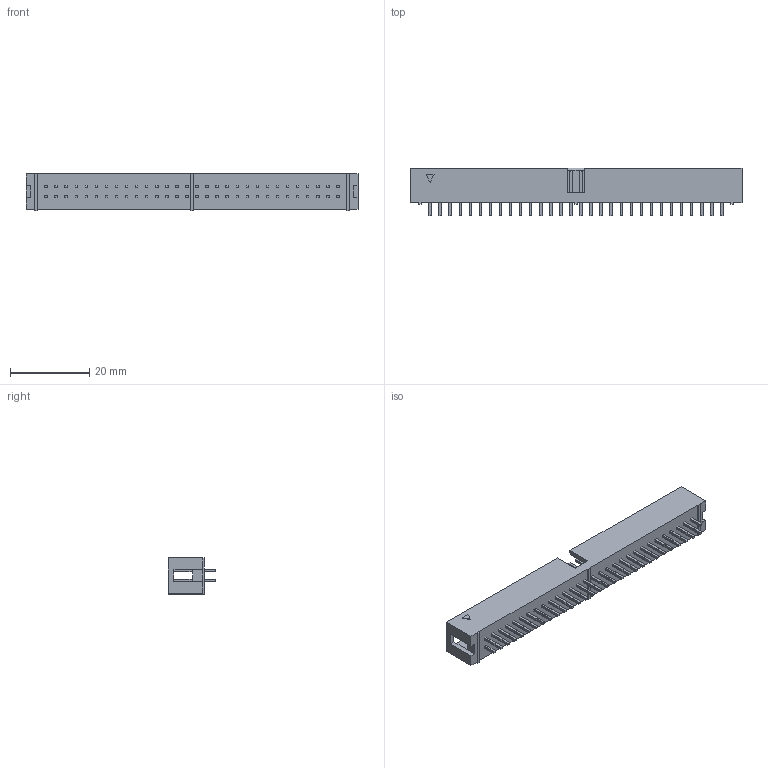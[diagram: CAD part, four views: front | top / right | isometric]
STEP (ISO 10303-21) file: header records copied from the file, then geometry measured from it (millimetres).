
FILE_DESCRIPTION (( 'STEP AP214' ), '1' );
FILE_NAME ('BH-60.step', '2021-01-16T12:43:22', ( '' ), ( '' ), 'SwSTEP 2.0', 'SolidWorks 2020', '' );
FILE_SCHEMA (( 'AUTOMOTIVE_DESIGN' ));
Length unit declared in the file: millimetre
Products named in the file (1): BH-60
Bounding box: 83.8 x 12.1 x 9.4 mm (x, y, z)
Volume: 3369 mm3; surface area: 6271.4 mm2
Topology: 61 solids, 61 shells, 1129 faces, 2542 edges, 1532 vertices
Faces by surface type: plane 1129
Entity records: 40194 total; most frequent: CARTESIAN_POINT 5204, ORIENTED_EDGE 5084, DIRECTION 4802, EDGE_CURVE 2542, LINE 2542, VECTOR 2542, VERTEX_POINT 1532, EDGE_LOOP 1250
